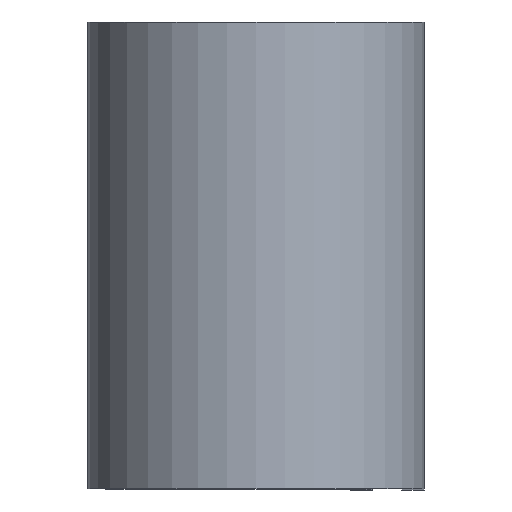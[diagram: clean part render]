
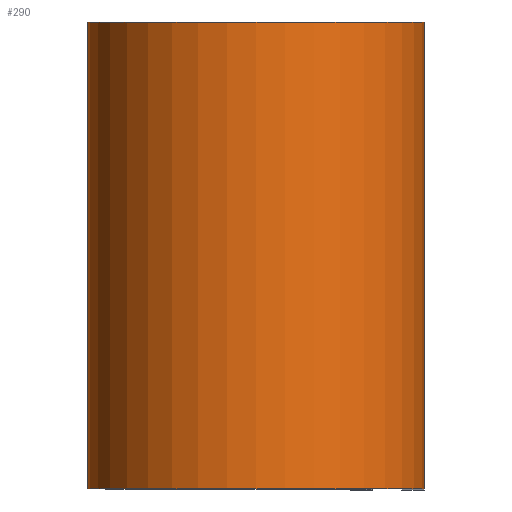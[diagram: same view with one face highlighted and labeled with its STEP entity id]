
A CAD part, top view. The second image highlights one B-rep face of the part: STEP entity #290.
In plain terms, the highlighted cylindrical face has radius 9.157 mm (diameter 18.313 mm), a partial arc.
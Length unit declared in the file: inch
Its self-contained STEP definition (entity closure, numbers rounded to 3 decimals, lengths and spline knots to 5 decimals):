
#30 = CARTESIAN_POINT ( 'NONE',  ( 0., 0.5, 0. ) ) ;
#33 = LINE ( 'NONE', #265, #97 ) ;
#41 = EDGE_CURVE ( 'NONE', #554, #614, #529, .T. ) ;
#68 = CARTESIAN_POINT ( 'NONE',  ( 0.3605, -0.5, 0. ) ) ;
#97 = VECTOR ( 'NONE', #203, 39.37008 ) ;
#104 = CARTESIAN_POINT ( 'NONE',  ( 0., 0.5, -0.3605 ) ) ;
#110 = AXIS2_PLACEMENT_3D ( 'NONE', #321, #389, #369 ) ;
#128 = EDGE_CURVE ( 'NONE', #292, #572, #411, .T. ) ;
#164 = EDGE_CURVE ( 'NONE', #554, #292, #506, .T. ) ;
#177 = DIRECTION ( 'NONE',  ( 0., 0., -1. ) ) ;
#184 = DIRECTION ( 'NONE',  ( 0., -1., 0. ) ) ;
#195 = CARTESIAN_POINT ( 'NONE',  ( 0.3605, 0.5, 0. ) ) ;
#200 = CARTESIAN_POINT ( 'NONE',  ( 0., -0.5, -0.3605 ) ) ;
#203 = DIRECTION ( 'NONE',  ( 0., -1., 0. ) ) ;
#210 = AXIS2_PLACEMENT_3D ( 'NONE', #30, #184, #177 ) ;
#261 = FACE_OUTER_BOUND ( 'NONE', #512, .T. ) ;
#265 = CARTESIAN_POINT ( 'NONE',  ( 0.3605, 0.5, 0. ) ) ;
#290 = ADVANCED_FACE ( 'NONE', ( #261 ), #609, .T. ) ;
#292 = VERTEX_POINT ( 'NONE', #200 ) ;
#320 = DIRECTION ( 'NONE',  ( 0., -1., 0. ) ) ;
#321 = CARTESIAN_POINT ( 'NONE',  ( 0., 0.5, 0. ) ) ;
#361 = CARTESIAN_POINT ( 'NONE',  ( 0., 0.5, -0.3605 ) ) ;
#369 = DIRECTION ( 'NONE',  ( 1., 0., 0. ) ) ;
#389 = DIRECTION ( 'NONE',  ( 0., 1., 0. ) ) ;
#398 = EDGE_CURVE ( 'NONE', #614, #572, #33, .T. ) ;
#411 = CIRCLE ( 'NONE', #495, 0.3605 ) ;
#466 = ORIENTED_EDGE ( 'NONE', *, *, #164, .T. ) ;
#471 = ORIENTED_EDGE ( 'NONE', *, *, #128, .T. ) ;
#495 = AXIS2_PLACEMENT_3D ( 'NONE', #535, #592, #589 ) ;
#506 = LINE ( 'NONE', #361, #597 ) ;
#512 = EDGE_LOOP ( 'NONE', ( #471, #605, #537, #466 ) ) ;
#529 = CIRCLE ( 'NONE', #110, 0.3605 ) ;
#535 = CARTESIAN_POINT ( 'NONE',  ( 0., -0.5, 0. ) ) ;
#537 = ORIENTED_EDGE ( 'NONE', *, *, #41, .F. ) ;
#554 = VERTEX_POINT ( 'NONE', #104 ) ;
#572 = VERTEX_POINT ( 'NONE', #68 ) ;
#589 = DIRECTION ( 'NONE',  ( 1., 0., 0. ) ) ;
#592 = DIRECTION ( 'NONE',  ( 0., 1., 0. ) ) ;
#597 = VECTOR ( 'NONE', #320, 39.37008 ) ;
#605 = ORIENTED_EDGE ( 'NONE', *, *, #398, .F. ) ;
#609 = CYLINDRICAL_SURFACE ( 'NONE', #210, 0.3605 ) ;
#614 = VERTEX_POINT ( 'NONE', #195 ) ;
